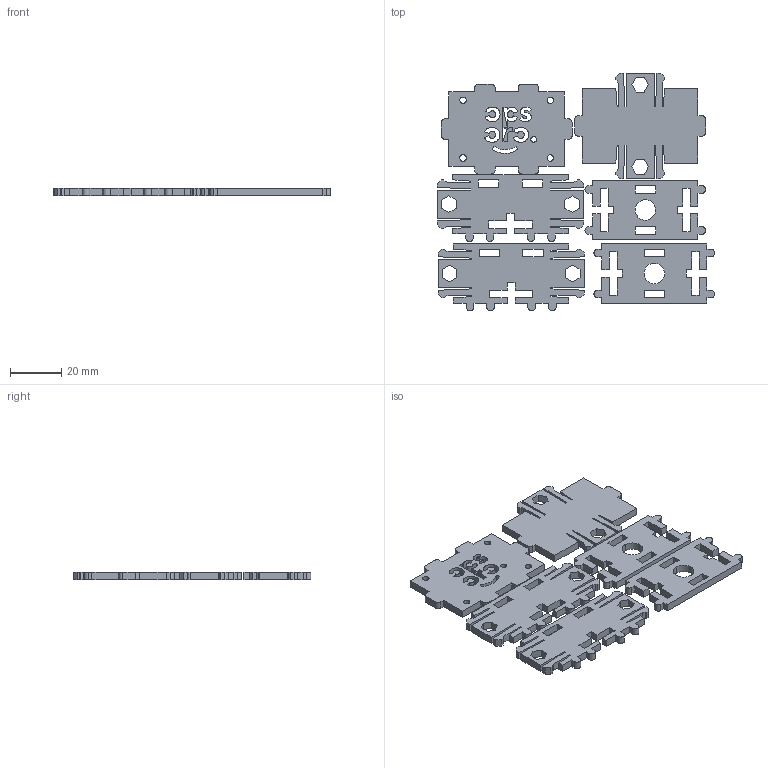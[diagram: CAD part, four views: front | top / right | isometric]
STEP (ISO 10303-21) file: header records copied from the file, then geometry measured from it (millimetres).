
FILE_DESCRIPTION(/* description */ (''),/* implementation_level */ '2;1');
FILE_NAME(/* name */ 'speaker_3D_flat',/* time_stamp */ '2017-04-21T15:14:52+02:00',/* author */ (''),/* organization */ (''),/* preprocessor_version */ 'ST-DEVELOPER v15',/* originating_system */ '',/* authorisation */ '');
FILE_SCHEMA (('AUTOMOTIVE_DESIGN'));
Length unit declared in the file: millimetre
Products named in the file (1): Document
Bounding box: 108 x 92.5 x 3 mm (x, y, z)
Volume: 18998.5 mm3; surface area: 19609 mm2
Topology: 6 solids, 6 shells, 492 faces, 1448 edges, 964 vertices
Faces by surface type: bspline 412, plane 80
Entity records: 17203 total; most frequent: CARTESIAN_POINT 9614, ORIENTED_EDGE 2880, EDGE_CURVE 1440, VERTEX_POINT 960, EDGE_LOOP 548, ADVANCED_FACE 492, FACE_OUTER_BOUND 492, B_SPLINE_CURVE_WITH_KNOTS 345
